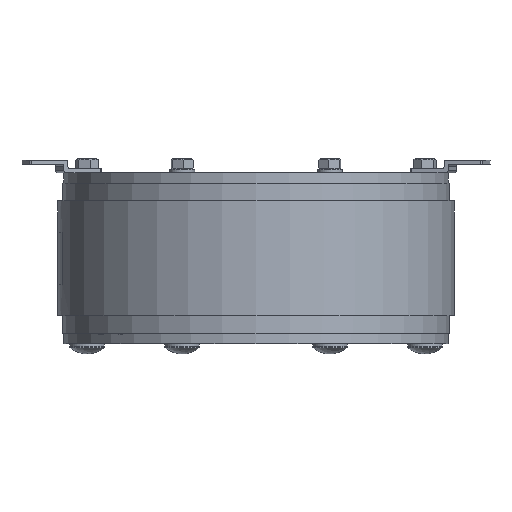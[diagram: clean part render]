
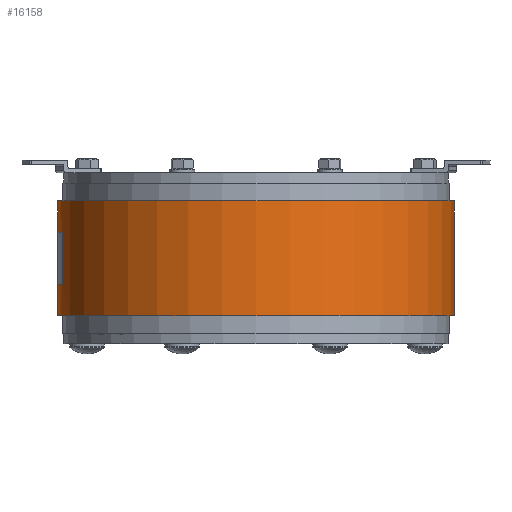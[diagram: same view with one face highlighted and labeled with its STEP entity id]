
A CAD part, front view. The second image highlights one B-rep face of the part: STEP entity #16158.
In plain terms, the highlighted cylindrical face has radius 95 mm (diameter 190 mm), a partial arc.
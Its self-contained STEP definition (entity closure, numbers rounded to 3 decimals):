
#815=CIRCLE('',#17078,95.);
#817=CIRCLE('',#17081,95.);
#819=CIRCLE('',#17084,95.);
#821=CIRCLE('',#17088,95.);
#823=CIRCLE('',#17101,95.);
#826=CIRCLE('',#17105,95.);
#827=CIRCLE('',#17107,95.);
#828=CIRCLE('',#17108,95.);
#915=CYLINDRICAL_SURFACE('',#17106,95.);
#2615=LINE('',#27219,#4349);
#2622=LINE('',#27236,#4356);
#2632=LINE('',#27255,#4366);
#2641=LINE('',#27281,#4375);
#2642=LINE('',#27285,#4376);
#2643=LINE('',#27288,#4377);
#4349=VECTOR('',#20652,25.);
#4356=VECTOR('',#20669,15.);
#4366=VECTOR('',#20689,15.);
#4375=VECTOR('',#20718,15.);
#4376=VECTOR('',#20721,25.);
#4377=VECTOR('',#20724,15.);
#5863=FACE_OUTER_BOUND('',#6829,.T.);
#6829=EDGE_LOOP('',(#15254,#15255,#15256,#15257,#15258,#15259,#15260,#15261,
#15262,#15263,#15264,#15265,#15266,#15267));
#8576=VERTEX_POINT('',#27191);
#8577=VERTEX_POINT('',#27192);
#8580=VERTEX_POINT('',#27200);
#8581=VERTEX_POINT('',#27201);
#8584=VERTEX_POINT('',#27209);
#8585=VERTEX_POINT('',#27210);
#8588=VERTEX_POINT('',#27218);
#8590=VERTEX_POINT('',#27224);
#8600=VERTEX_POINT('',#27268);
#8603=VERTEX_POINT('',#27276);
#8604=VERTEX_POINT('',#27280);
#8605=VERTEX_POINT('',#27282);
#8606=VERTEX_POINT('',#27284);
#8607=VERTEX_POINT('',#27286);
#10784=EDGE_CURVE('',#8576,#8577,#815,.T.);
#10788=EDGE_CURVE('',#8580,#8581,#817,.T.);
#10792=EDGE_CURVE('',#8584,#8585,#819,.T.);
#10796=EDGE_CURVE('',#8585,#8588,#2615,.T.);
#10799=EDGE_CURVE('',#8588,#8590,#821,.T.);
#10805=EDGE_CURVE('',#8576,#8590,#2622,.T.);
#10815=EDGE_CURVE('',#8584,#8581,#2632,.T.);
#10822=EDGE_CURVE('',#8600,#8580,#823,.T.);
#10827=EDGE_CURVE('',#8577,#8603,#826,.T.);
#10828=EDGE_CURVE('',#8603,#8604,#2641,.T.);
#10829=EDGE_CURVE('',#8604,#8605,#827,.T.);
#10830=EDGE_CURVE('',#8605,#8606,#2642,.T.);
#10831=EDGE_CURVE('',#8606,#8607,#828,.T.);
#10832=EDGE_CURVE('',#8607,#8600,#2643,.T.);
#15254=ORIENTED_EDGE('',*,*,#10827,.T.);
#15255=ORIENTED_EDGE('',*,*,#10828,.T.);
#15256=ORIENTED_EDGE('',*,*,#10829,.T.);
#15257=ORIENTED_EDGE('',*,*,#10830,.T.);
#15258=ORIENTED_EDGE('',*,*,#10831,.T.);
#15259=ORIENTED_EDGE('',*,*,#10832,.T.);
#15260=ORIENTED_EDGE('',*,*,#10822,.T.);
#15261=ORIENTED_EDGE('',*,*,#10788,.T.);
#15262=ORIENTED_EDGE('',*,*,#10815,.F.);
#15263=ORIENTED_EDGE('',*,*,#10792,.T.);
#15264=ORIENTED_EDGE('',*,*,#10796,.T.);
#15265=ORIENTED_EDGE('',*,*,#10799,.T.);
#15266=ORIENTED_EDGE('',*,*,#10805,.F.);
#15267=ORIENTED_EDGE('',*,*,#10784,.T.);
#16158=ADVANCED_FACE('',(#5863),#915,.T.);
#17078=AXIS2_PLACEMENT_3D('',#27193,#20628,#20629);
#17081=AXIS2_PLACEMENT_3D('',#27202,#20636,#20637);
#17084=AXIS2_PLACEMENT_3D('',#27211,#20644,#20645);
#17088=AXIS2_PLACEMENT_3D('',#27225,#20657,#20658);
#17101=AXIS2_PLACEMENT_3D('',#27269,#20704,#20705);
#17105=AXIS2_PLACEMENT_3D('',#27278,#20714,#20715);
#17106=AXIS2_PLACEMENT_3D('',#27279,#20716,#20717);
#17107=AXIS2_PLACEMENT_3D('',#27283,#20719,#20720);
#17108=AXIS2_PLACEMENT_3D('',#27287,#20722,#20723);
#20628=DIRECTION('center_axis',(0.,-1.,0.));
#20629=DIRECTION('ref_axis',(0.,0.,-1.));
#20636=DIRECTION('center_axis',(0.,1.,0.));
#20637=DIRECTION('ref_axis',(0.,0.,-1.));
#20644=DIRECTION('center_axis',(0.,-1.,0.));
#20645=DIRECTION('ref_axis',(0.,0.,-1.));
#20652=DIRECTION('',(0.,1.,0.));
#20657=DIRECTION('center_axis',(0.,1.,0.));
#20658=DIRECTION('ref_axis',(0.,0.,-1.));
#20669=DIRECTION('',(0.,-1.,0.));
#20689=DIRECTION('',(0.,-1.,0.));
#20704=DIRECTION('center_axis',(0.,1.,0.));
#20705=DIRECTION('ref_axis',(0.,0.,1.));
#20714=DIRECTION('center_axis',(0.,-1.,0.));
#20715=DIRECTION('ref_axis',(0.,0.,1.));
#20716=DIRECTION('center_axis',(0.,-1.,0.));
#20717=DIRECTION('ref_axis',(0.,0.,1.));
#20718=DIRECTION('',(0.,-1.,0.));
#20719=DIRECTION('center_axis',(0.,-1.,0.));
#20720=DIRECTION('ref_axis',(0.,0.,1.));
#20721=DIRECTION('',(0.,-1.,0.));
#20722=DIRECTION('center_axis',(0.,1.,0.));
#20723=DIRECTION('ref_axis',(-0.215,0.,0.977));
#20724=DIRECTION('',(0.,-1.,0.));
#27191=CARTESIAN_POINT('',(-147.258,27.5,-1.25));
#27192=CARTESIAN_POINT('',(-147.258,27.5,188.75));
#27193=CARTESIAN_POINT('Origin',(-147.258,27.5,93.75));
#27200=CARTESIAN_POINT('',(-147.258,-27.5,188.75));
#27201=CARTESIAN_POINT('',(-147.258,-27.5,-1.25));
#27202=CARTESIAN_POINT('Origin',(-147.258,-27.5,93.75));
#27209=CARTESIAN_POINT('',(-147.258,-12.5,-1.25));
#27210=CARTESIAN_POINT('',(-127.148,-12.5,0.903));
#27211=CARTESIAN_POINT('Origin',(-147.258,-12.5,93.75));
#27218=CARTESIAN_POINT('',(-127.148,12.5,0.903));
#27219=CARTESIAN_POINT('',(-127.148,0.,0.903));
#27224=CARTESIAN_POINT('',(-147.258,12.5,-1.25));
#27225=CARTESIAN_POINT('Origin',(-147.258,12.5,93.75));
#27236=CARTESIAN_POINT('',(-147.258,13.75,-1.25));
#27255=CARTESIAN_POINT('',(-147.258,-6.25,-1.25));
#27268=CARTESIAN_POINT('',(-147.262,-27.5,188.75));
#27269=CARTESIAN_POINT('Origin',(-147.258,-27.5,93.75));
#27276=CARTESIAN_POINT('',(-147.262,27.5,188.75));
#27278=CARTESIAN_POINT('Origin',(-147.258,27.5,93.75));
#27279=CARTESIAN_POINT('Origin',(-147.258,0.,
93.75));
#27280=CARTESIAN_POINT('',(-147.262,12.5,188.75));
#27281=CARTESIAN_POINT('',(-147.262,-27.5,188.75));
#27282=CARTESIAN_POINT('',(-167.643,12.5,186.537));
#27283=CARTESIAN_POINT('Origin',(-147.258,12.5,93.75));
#27284=CARTESIAN_POINT('',(-167.643,-12.5,186.537));
#27285=CARTESIAN_POINT('',(-167.643,-12.5,186.537));
#27286=CARTESIAN_POINT('',(-147.262,-12.5,188.75));
#27287=CARTESIAN_POINT('Origin',(-147.258,-12.5,93.75));
#27288=CARTESIAN_POINT('',(-147.262,-27.5,188.75));
